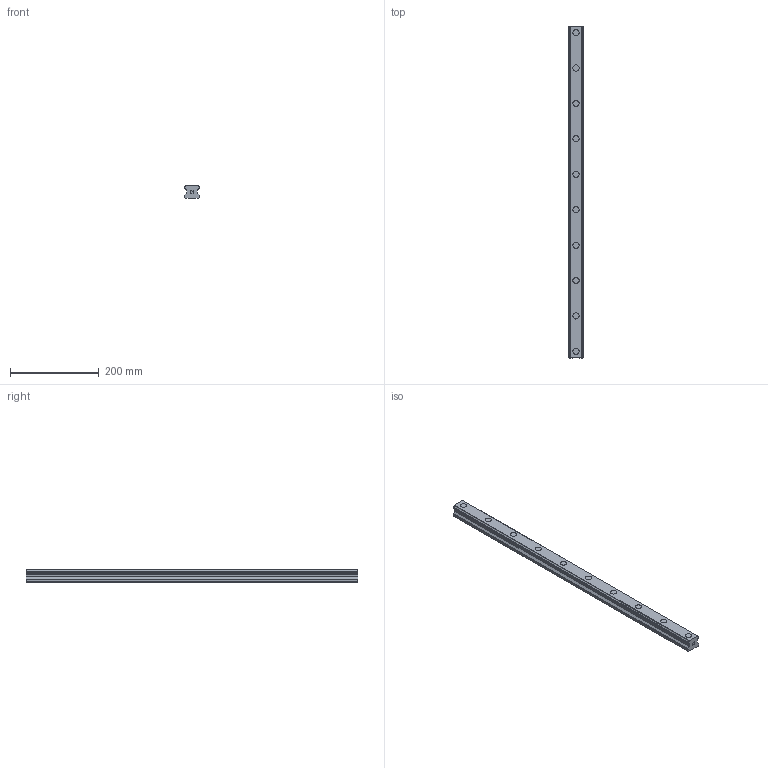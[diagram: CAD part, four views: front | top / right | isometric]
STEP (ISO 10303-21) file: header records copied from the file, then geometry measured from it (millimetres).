
FILE_DESCRIPTION(('STEP AP214'),'1');
FILE_NAME('cctmp_4B54FC08-3E81-4F52-B2B0-CD3B1CC4504E_2020_7_1_10_52_38_582..stp','2020-07-01T08:52:38',('HIWIN GmbH'),('CADClick - www.CADClick.com'),'Spatial InterOp 3D',' ','unknown authorization');
FILE_SCHEMA(('AUTOMOTIVE_DESIGN'));
Length unit declared in the file: millimetre
Products named in the file (1): HGR35R750H_FILE
Bounding box: 34 x 750 x 29 mm (x, y, z)
Volume: 611174.7 mm3; surface area: 110602.9 mm2
Topology: 1 solids, 1 shells, 205 faces, 507 edges, 338 vertices
Faces by surface type: plane 123, cylinder 82
Entity records: 7769 total; most frequent: DIRECTION 1083, CARTESIAN_POINT 1051, ORIENTED_EDGE 1014, EDGE_CURVE 507, AXIS2_PLACEMENT_3D 370, LINE 343, VECTOR 343, VERTEX_POINT 338
